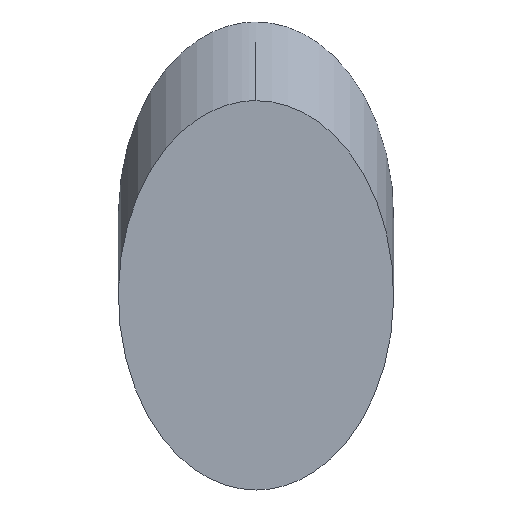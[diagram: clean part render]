
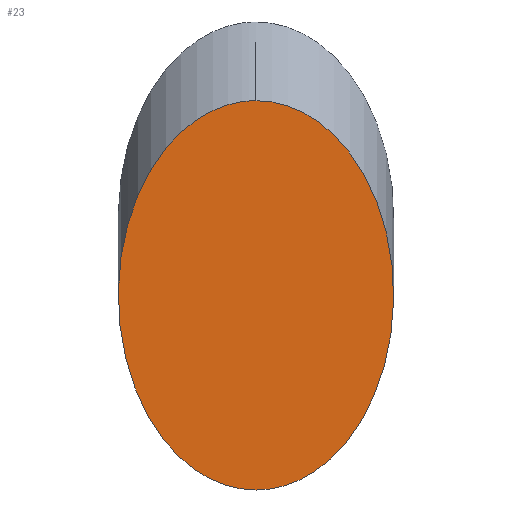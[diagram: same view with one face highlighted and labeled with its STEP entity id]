
A CAD part, front view. The second image highlights one B-rep face of the part: STEP entity #23.
In plain terms, the highlighted planar face has unit normal (0, -1, 0).
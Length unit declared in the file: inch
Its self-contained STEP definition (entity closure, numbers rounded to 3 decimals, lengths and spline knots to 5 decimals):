
#7 = PLANE ( 'NONE',  #126 ) ;
#12 = ORIENTED_EDGE ( 'NONE', *, *, #64, .F. ) ;
#23 = ADVANCED_FACE ( 'NONE', ( #106 ), #7, .F. ) ;
#28 = DIRECTION ( 'NONE',  ( 0., 0., 1. ) ) ;
#38 = EDGE_LOOP ( 'NONE', ( #12, #141 ) ) ;
#45 = CARTESIAN_POINT ( 'NONE',  ( 0., -0.25, 0.3685 ) ) ;
#64 = EDGE_CURVE ( 'NONE', #103, #179, #158, .T. ) ;
#74 = CARTESIAN_POINT ( 'NONE',  ( 0., -0.25, 0.3685 ) ) ;
#76 = CARTESIAN_POINT ( 'NONE',  ( 0., -0.25, -0.8685 ) ) ;
#79 = EDGE_CURVE ( 'NONE', #179, #103, #121, .T. ) ;
#87 = CARTESIAN_POINT ( 'NONE',  ( -0.875, -0.25, -0.8685 ) ) ;
#102 = CARTESIAN_POINT ( 'NONE',  ( 0.875, -0.25, 0.3685 ) ) ;
#103 = VERTEX_POINT ( 'NONE', #104 ) ;
#104 = CARTESIAN_POINT ( 'NONE',  ( 0., -0.25, -0.8685 ) ) ;
#106 = FACE_OUTER_BOUND ( 'NONE', #38, .T. ) ;
#114 = DIRECTION ( 'NONE',  ( 0., 1., 0. ) ) ;
#121 =( BOUNDED_CURVE ( )  B_SPLINE_CURVE ( 3, ( #45, #102, #163, #76 ),
 .UNSPECIFIED., .F., .T. ) 
 B_SPLINE_CURVE_WITH_KNOTS ( ( 4, 4 ),
 ( 3.14159, 6.28319 ),
 .UNSPECIFIED. ) 
 CURVE ( )  GEOMETRIC_REPRESENTATION_ITEM ( )  RATIONAL_B_SPLINE_CURVE ( ( 1., 0.333, 0.333, 1. ) ) 
 REPRESENTATION_ITEM ( '' )  );
#126 = AXIS2_PLACEMENT_3D ( 'NONE', #174, #114, #28 ) ;
#132 = CARTESIAN_POINT ( 'NONE',  ( 0., -0.25, 0.3685 ) ) ;
#141 = ORIENTED_EDGE ( 'NONE', *, *, #79, .F. ) ;
#146 = CARTESIAN_POINT ( 'NONE',  ( -0.875, -0.25, 0.3685 ) ) ;
#158 =( BOUNDED_CURVE ( )  B_SPLINE_CURVE ( 3, ( #160, #87, #146, #74 ),
 .UNSPECIFIED., .F., .T. ) 
 B_SPLINE_CURVE_WITH_KNOTS ( ( 4, 4 ),
 ( 0., 3.14159 ),
 .UNSPECIFIED. ) 
 CURVE ( )  GEOMETRIC_REPRESENTATION_ITEM ( )  RATIONAL_B_SPLINE_CURVE ( ( 1., 0.333, 0.333, 1. ) ) 
 REPRESENTATION_ITEM ( '' )  );
#160 = CARTESIAN_POINT ( 'NONE',  ( 0., -0.25, -0.8685 ) ) ;
#163 = CARTESIAN_POINT ( 'NONE',  ( 0.875, -0.25, -0.8685 ) ) ;
#174 = CARTESIAN_POINT ( 'NONE',  ( 0., -0.25, -0.25 ) ) ;
#179 = VERTEX_POINT ( 'NONE', #132 ) ;
